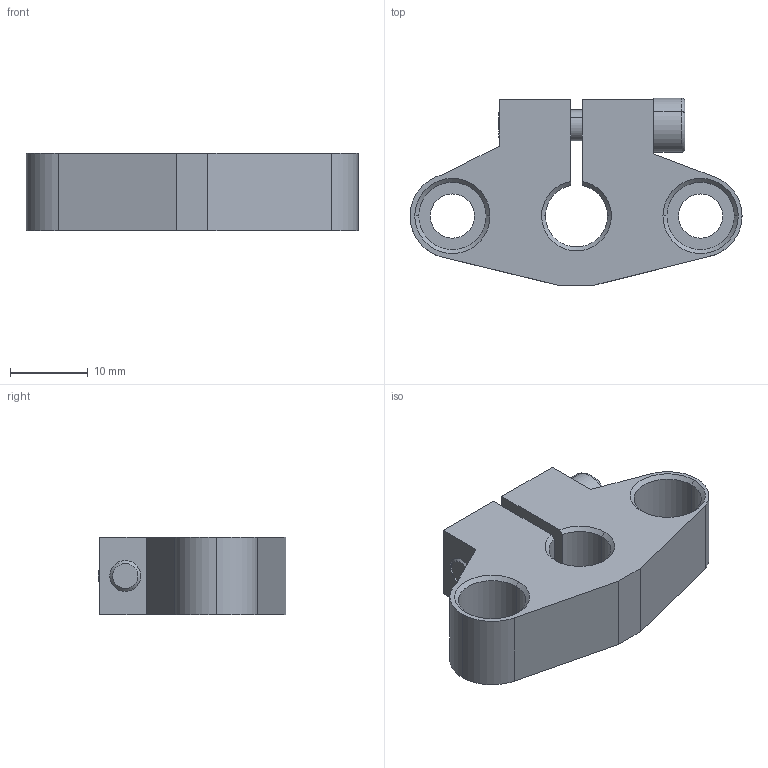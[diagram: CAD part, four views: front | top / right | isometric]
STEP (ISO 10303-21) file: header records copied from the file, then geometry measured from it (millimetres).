
FILE_DESCRIPTION (( 'STEP AP214' ), '1' );
FILE_NAME ('1.STEP', '2024-03-15T11:17:49', ( '' ), ( '' ), 'SwSTEP 2.0', 'SolidWorks 2022', '' );
FILE_SCHEMA (( 'AUTOMOTIVE_DESIGN' ));
Length unit declared in the file: millimetre
Products named in the file (3): socket head cap screw_din_DIN 912 M4 x 20 --- 20N; 1; B422 Держатель полированных валов SHF8_00
Assembly tree (2 placements, depth 2):
  1
    B422 Держатель полированных валов SHF8_00
    socket head cap screw_din_DIN 912 M4 x 20 --- 20N
Bounding box: 42.8 x 24.2 x 10 mm (x, y, z)
Volume: 5653.9 mm3; surface area: 3835.4 mm2
Topology: 2 solids, 2 shells, 74 faces, 175 edges, 107 vertices
Faces by surface type: plane 30, cylinder 22, cone 18, torus 4
Entity records: 2241 total; most frequent: DIRECTION 401, CARTESIAN_POINT 371, ORIENTED_EDGE 346, EDGE_CURVE 173, AXIS2_PLACEMENT_3D 153, VERTEX_POINT 107, LINE 95, VECTOR 95
